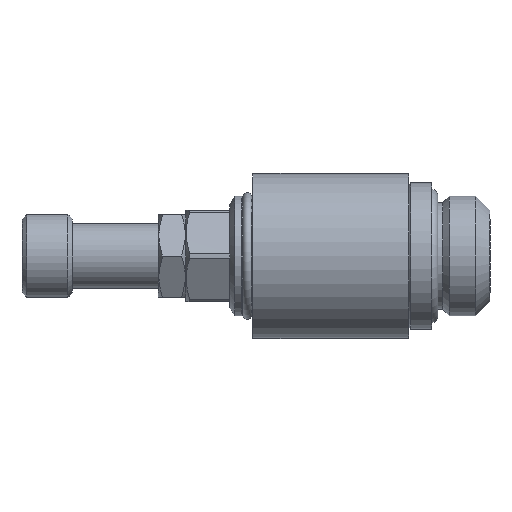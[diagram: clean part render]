
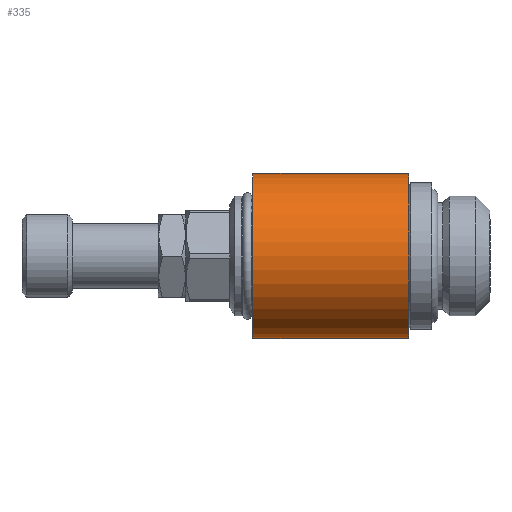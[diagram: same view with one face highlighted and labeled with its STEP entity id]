
A CAD part, left-side view. The second image highlights one B-rep face of the part: STEP entity #335.
In plain terms, the highlighted cylindrical face has radius 9 mm (diameter 18 mm), a full revolution.
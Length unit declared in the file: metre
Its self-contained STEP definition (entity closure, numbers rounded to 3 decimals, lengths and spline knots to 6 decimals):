
#335 = ADVANCED_FACE( 'NONE', ( #705, #706, #707 ), #708, .T. );
#705 = FACE_OUTER_BOUND( '', #1319, .T. );
#706 = FACE_OUTER_BOUND( '', #1320, .T. );
#707 = FACE_BOUND( '', #1321, .T. );
#708 = CYLINDRICAL_SURFACE( '', #1322, 0.009 );
#1319 = EDGE_LOOP( '', ( #2001 ) );
#1320 = EDGE_LOOP( '', ( #2002 ) );
#1321 = EDGE_LOOP( '', ( #2003, #2004 ) );
#1322 = AXIS2_PLACEMENT_3D( '', #2005, #2006, #2007 );
#2001 = ORIENTED_EDGE( '', *, *, #2157, .T. );
#2002 = ORIENTED_EDGE( '', *, *, #2340, .T. );
#2003 = ORIENTED_EDGE( '', *, *, #2211, .T. );
#2004 = ORIENTED_EDGE( '', *, *, #2409, .T. );
#2005 = CARTESIAN_POINT( '', ( 0., 0.032286, 0. ) );
#2006 = DIRECTION( '', ( 0., 1., 0. ) );
#2007 = DIRECTION( '', ( 0., 0., 1. ) );
#2157 = EDGE_CURVE( 'NONE', #2442, #2442, #2443, .T. );
#2211 = EDGE_CURVE( 'NONE', #2538, #2535, #2539, .T. );
#2340 = EDGE_CURVE( 'NONE', #2737, #2737, #2738, .T. );
#2409 = EDGE_CURVE( 'NONE', #2535, #2538, #2826, .T. );
#2442 = VERTEX_POINT( '', #2859 );
#2443 = CIRCLE( '', #2860, 0.009 );
#2535 = VERTEX_POINT( 'NONE', #3011 );
#2538 = VERTEX_POINT( 'NONE', #3014 );
#2539 = B_SPLINE_CURVE_WITH_KNOTS( '', 3, ( #3015, #3016, #3017, #3018, #3019, #3020, #3021, #3022, #3023, #3024, #3025, #3026, #3027, #3028, #3029, #3030, #3031, #3032, #3033, #3034, #3035, #3036, #3037 ), .UNSPECIFIED., .F., .F., ( 4, 1, 1, 1, 1, 1, 1, 1, 1, 1, 1, 1, 1, 1, 1, 1, 1, 1, 1, 1, 4 ), ( 0., 0.01563, 0.03126, 0.062508, 0.124939, 0.18737, 0.249891, 0.312412, 0.374933, 0.437454, 0.499974, 0.562495, 0.625015, 0.687535, 0.750056, 0.812577, 0.875028, 0.937483, 0.96874, 0.984368, 1. ), .UNSPECIFIED. );
#2737 = VERTEX_POINT( '', #3574 );
#2738 = CIRCLE( '', #3575, 0.009 );
#2826 = B_SPLINE_CURVE_WITH_KNOTS( '', 3, ( #3693, #3694, #3695, #3696, #3697, #3698, #3699, #3700, #3701, #3702, #3703, #3704, #3705, #3706, #3707, #3708, #3709, #3710, #3711, #3712, #3713, #3714, #3715 ), .UNSPECIFIED., .F., .F., ( 4, 1, 1, 1, 1, 1, 1, 1, 1, 1, 1, 1, 1, 1, 1, 1, 1, 1, 1, 1, 4 ), ( 0., 0.01563, 0.03126, 0.062508, 0.124939, 0.18737, 0.24989, 0.312412, 0.374933, 0.437453, 0.499974, 0.562494, 0.625015, 0.687535, 0.750056, 0.812578, 0.875028, 0.937483, 0.96874, 0.984368, 1. ), .UNSPECIFIED. );
#2859 = CARTESIAN_POINT( '', ( 0., 0.0092, 0.009 ) );
#2860 = AXIS2_PLACEMENT_3D( '', #3753, #3754, #3755 );
#3011 = CARTESIAN_POINT( '', ( 0.007856, 0.020573, -0.004392 ) );
#3014 = CARTESIAN_POINT( '', ( 0.007853, 0.016838, 0.004396 ) );
#3015 = CARTESIAN_POINT( '', ( 0.007853, 0.016838, 0.004396 ) );
#3016 = CARTESIAN_POINT( '', ( 0.007838, 0.016913, 0.004424 ) );
#3017 = CARTESIAN_POINT( '', ( 0.007807, 0.017063, 0.004478 ) );
#3018 = CARTESIAN_POINT( '', ( 0.007754, 0.017369, 0.00457 ) );
#3019 = CARTESIAN_POINT( '', ( 0.007678, 0.017917, 0.004696 ) );
#3020 = CARTESIAN_POINT( '', ( 0.007634, 0.018728, 0.004767 ) );
#3021 = CARTESIAN_POINT( '', ( 0.007694, 0.019701, 0.004671 ) );
#3022 = CARTESIAN_POINT( '', ( 0.007853, 0.020627, 0.004402 ) );
#3023 = CARTESIAN_POINT( '', ( 0.008081, 0.021476, 0.003974 ) );
#3024 = CARTESIAN_POINT( '', ( 0.008342, 0.022224, 0.003401 ) );
#3025 = CARTESIAN_POINT( '', ( 0.008599, 0.02285, 0.002696 ) );
#3026 = CARTESIAN_POINT( '', ( 0.008819, 0.02333, 0.001871 ) );
#3027 = CARTESIAN_POINT( '', ( 0.008967, 0.023634, 0.00095 ) );
#3028 = CARTESIAN_POINT( '', ( 0.009018, 0.023736, -0.000025 ) );
#3029 = CARTESIAN_POINT( '', ( 0.008962, 0.023623, -0.000998 ) );
#3030 = CARTESIAN_POINT( '', ( 0.008809, 0.02331, -0.001915 ) );
#3031 = CARTESIAN_POINT( '', ( 0.008587, 0.022822, -0.002733 ) );
#3032 = CARTESIAN_POINT( '', ( 0.008329, 0.02219, -0.003432 ) );
#3033 = CARTESIAN_POINT( '', ( 0.008113, 0.021563, -0.003904 ) );
#3034 = CARTESIAN_POINT( '', ( 0.007976, 0.021081, -0.004171 ) );
#3035 = CARTESIAN_POINT( '', ( 0.007905, 0.020794, -0.004303 ) );
#3036 = CARTESIAN_POINT( '', ( 0.007872, 0.020647, -0.004362 ) );
#3037 = CARTESIAN_POINT( '', ( 0.007856, 0.020573, -0.004392 ) );
#3574 = CARTESIAN_POINT( '', ( 0., 0.0262, -0.009 ) );
#3575 = AXIS2_PLACEMENT_3D( '', #3959, #3960, #3961 );
#3693 = CARTESIAN_POINT( '', ( 0.007856, 0.020573, -0.004392 ) );
#3694 = CARTESIAN_POINT( '', ( 0.00784, 0.020498, -0.004419 ) );
#3695 = CARTESIAN_POINT( '', ( 0.007809, 0.020349, -0.004474 ) );
#3696 = CARTESIAN_POINT( '', ( 0.007755, 0.020042, -0.004567 ) );
#3697 = CARTESIAN_POINT( '', ( 0.007679, 0.019494, -0.004695 ) );
#3698 = CARTESIAN_POINT( '', ( 0.007634, 0.018681, -0.004767 ) );
#3699 = CARTESIAN_POINT( '', ( 0.007693, 0.017707, -0.004673 ) );
#3700 = CARTESIAN_POINT( '', ( 0.007852, 0.016778, -0.004405 ) );
#3701 = CARTESIAN_POINT( '', ( 0.00808, 0.015927, -0.003977 ) );
#3702 = CARTESIAN_POINT( '', ( 0.008341, 0.015178, -0.003403 ) );
#3703 = CARTESIAN_POINT( '', ( 0.008599, 0.014551, -0.002697 ) );
#3704 = CARTESIAN_POINT( '', ( 0.008819, 0.01407, -0.001871 ) );
#3705 = CARTESIAN_POINT( '', ( 0.008967, 0.013766, -0.000949 ) );
#3706 = CARTESIAN_POINT( '', ( 0.009018, 0.013664, 0.000028 ) );
#3707 = CARTESIAN_POINT( '', ( 0.008961, 0.013777, 0.001003 ) );
#3708 = CARTESIAN_POINT( '', ( 0.008808, 0.014093, 0.00192 ) );
#3709 = CARTESIAN_POINT( '', ( 0.008585, 0.014582, 0.00274 ) );
#3710 = CARTESIAN_POINT( '', ( 0.008327, 0.015216, 0.003439 ) );
#3711 = CARTESIAN_POINT( '', ( 0.00811, 0.015846, 0.003909 ) );
#3712 = CARTESIAN_POINT( '', ( 0.007973, 0.016329, 0.004176 ) );
#3713 = CARTESIAN_POINT( '', ( 0.007902, 0.016617, 0.004308 ) );
#3714 = CARTESIAN_POINT( '', ( 0.00787, 0.016765, 0.004367 ) );
#3715 = CARTESIAN_POINT( '', ( 0.007853, 0.016838, 0.004396 ) );
#3753 = CARTESIAN_POINT( '', ( 0., 0.0092, 0. ) );
#3754 = DIRECTION( '', ( 0., 1., 0. ) );
#3755 = DIRECTION( '', ( 0., 0., 1. ) );
#3959 = CARTESIAN_POINT( '', ( 0., 0.0262, 0. ) );
#3960 = DIRECTION( '', ( 0., -1., 0. ) );
#3961 = DIRECTION( '', ( 0., 0., -1. ) );
